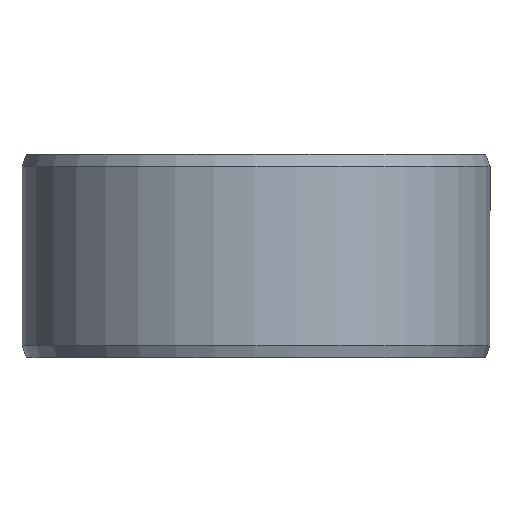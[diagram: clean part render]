
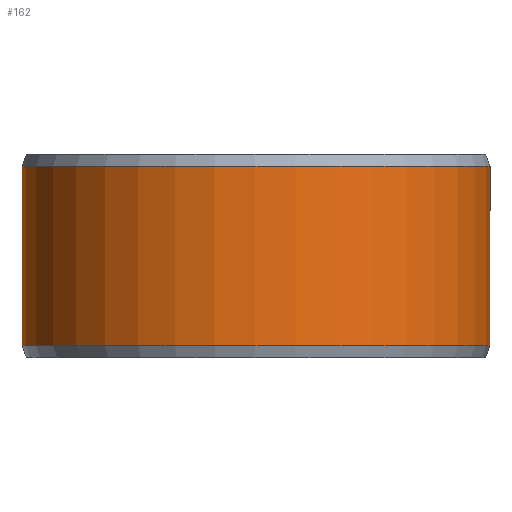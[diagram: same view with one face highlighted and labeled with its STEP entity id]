
A CAD part, front view. The second image highlights one B-rep face of the part: STEP entity #162.
In plain terms, the highlighted cylindrical face has radius 23 mm (diameter 46 mm), a partial arc.
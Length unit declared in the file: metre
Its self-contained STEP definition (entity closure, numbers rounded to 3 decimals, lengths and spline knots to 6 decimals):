
#162=ADVANCED_FACE('',(#185,#186),#187,.T.);
#185=FACE_OUTER_BOUND('',#211,.T.);
#186=FACE_BOUND('',#212,.T.);
#187=CYLINDRICAL_SURFACE('',#213,0.023);
#211=EDGE_LOOP('',(#289,#290,#291,#292));
#212=EDGE_LOOP('',(#293));
#213=AXIS2_PLACEMENT_3D('',#294,#295,#296);
#289=ORIENTED_EDGE('',*,*,#314,.T.);
#290=ORIENTED_EDGE('',*,*,#323,.F.);
#291=ORIENTED_EDGE('',*,*,#309,.F.);
#292=ORIENTED_EDGE('',*,*,#324,.T.);
#293=ORIENTED_EDGE('',*,*,#327,.T.);
#294=CARTESIAN_POINT('',(0.,0.,0.0));
#295=DIRECTION('',(0.,0.0,-1.0));
#296=DIRECTION('',(-1.0,0.0,0.));
#309=EDGE_CURVE('',#341,#342,#343,.T.);
#314=EDGE_CURVE('',#351,#349,#352,.T.);
#323=EDGE_CURVE('',#342,#349,#365,.T.);
#324=EDGE_CURVE('',#341,#351,#366,.T.);
#327=EDGE_CURVE('',#370,#370,#371,.T.);
#341=VERTEX_POINT('',#389);
#342=VERTEX_POINT('',#390);
#343=CIRCLE('',#391,0.023);
#349=VERTEX_POINT('',#399);
#351=VERTEX_POINT('',#402);
#352=CIRCLE('',#403,0.023);
#365=LINE('',#422,#423);
#366=LINE('',#424,#425);
#370=VERTEX_POINT('',#495);
#371=B_SPLINE_CURVE_WITH_KNOTS('',3,(#496,#497,#498,#499,#500,#501,#502,#503,#504,#505,#506,#507,#508,#509,#510,#511,#512,#513,#514,#515,#516,#517,#518,#519,#520,#521,#522,#523,#524,#525,#526,#527,#528,#529,#530,#531,#532,#533,#534,#535,#536,#537,#538,#539,#540,#541,#542,#543,#544,#545,#546,#547,#548,#549,#550,#551,#552,#553,#554,#555,#556,#557,#558,#559,#560,#561),.UNSPECIFIED.,.T.,.F.,(2,2,2,2,2,2,2,2,2,2,2,2,2,2,2,2,2,2,2,2,2,2,2,2,2,2,2,2,2,2,2,2,2,2,2),(-0.000783,0.0,0.000783,0.001566,0.002349,0.003132,0.003915,0.004698,0.005481,0.006264,0.007047,0.00783,0.008613,0.009396,0.010179,0.010962,0.011745,0.012528,0.013311,0.014094,0.014877,0.01566,0.016443,0.017226,0.018009,0.018792,0.019575,0.020358,0.021141,0.021924,0.022707,0.02349,0.024273,0.025056,0.025839),.UNSPECIFIED.);
#389=CARTESIAN_POINT('',(0.000401,0.022996,0.0012));
#390=CARTESIAN_POINT('',(0.,0.023,0.0012));
#391=AXIS2_PLACEMENT_3D('',#575,#576,#577);
#399=CARTESIAN_POINT('',(0.,0.023,0.0188));
#402=CARTESIAN_POINT('',(0.000401,0.022996,0.0188));
#403=AXIS2_PLACEMENT_3D('',#584,#585,#586);
#422=CARTESIAN_POINT('',(0.,0.023,0.0012));
#423=VECTOR('',#599,1.0);
#424=CARTESIAN_POINT('',(0.000401,0.022996,0.0012));
#425=VECTOR('',#600,1.0);
#495=CARTESIAN_POINT('',(0.017354,-0.015094,0.01));
#496=CARTESIAN_POINT('',(0.017354,-0.015094,0.009735));
#497=CARTESIAN_POINT('',(0.017354,-0.015094,0.010265));
#498=CARTESIAN_POINT('',(0.017372,-0.015074,0.010525));
#499=CARTESIAN_POINT('',(0.017439,-0.014996,0.011037));
#500=CARTESIAN_POINT('',(0.01749,-0.014937,0.011291));
#501=CARTESIAN_POINT('',(0.017622,-0.014781,0.011775));
#502=CARTESIAN_POINT('',(0.017702,-0.014686,0.012005));
#503=CARTESIAN_POINT('',(0.017888,-0.014459,0.012439));
#504=CARTESIAN_POINT('',(0.017994,-0.014326,0.012645));
#505=CARTESIAN_POINT('',(0.018223,-0.014034,0.013013));
#506=CARTESIAN_POINT('',(0.018346,-0.013873,0.013178));
#507=CARTESIAN_POINT('',(0.018608,-0.013521,0.013471));
#508=CARTESIAN_POINT('',(0.018744,-0.013332,0.013595));
#509=CARTESIAN_POINT('',(0.019019,-0.012936,0.013794));
#510=CARTESIAN_POINT('',(0.01916,-0.012726,0.013871));
#511=CARTESIAN_POINT('',(0.019441,-0.012292,0.013974));
#512=CARTESIAN_POINT('',(0.019579,-0.012072,0.014));
#513=CARTESIAN_POINT('',(0.019848,-0.011624,0.014));
#514=CARTESIAN_POINT('',(0.019981,-0.011394,0.013974));
#515=CARTESIAN_POINT('',(0.020231,-0.010945,0.013872));
#516=CARTESIAN_POINT('',(0.020348,-0.010724,0.013796));
#517=CARTESIAN_POINT('',(0.02057,-0.010292,0.013595));
#518=CARTESIAN_POINT('',(0.020674,-0.010082,0.01347));
#519=CARTESIAN_POINT('',(0.020861,-0.009689,0.013181));
#520=CARTESIAN_POINT('',(0.020946,-0.009504,0.013015));
#521=CARTESIAN_POINT('',(0.021098,-0.009161,0.012643));
#522=CARTESIAN_POINT('',(0.021163,-0.009007,0.012442));
#523=CARTESIAN_POINT('',(0.021276,-0.008737,0.012009));
#524=CARTESIAN_POINT('',(0.021324,-0.00862,0.011775));
#525=CARTESIAN_POINT('',(0.021399,-0.008431,0.011291));
#526=CARTESIAN_POINT('',(0.021427,-0.008359,0.011042));
#527=CARTESIAN_POINT('',(0.021465,-0.008262,0.010528));
#528=CARTESIAN_POINT('',(0.021475,-0.008237,0.010263));
#529=CARTESIAN_POINT('',(0.021475,-0.008237,0.00974));
#530=CARTESIAN_POINT('',(0.021465,-0.008261,0.00948));
#531=CARTESIAN_POINT('',(0.021428,-0.008358,0.008963));
#532=CARTESIAN_POINT('',(0.0214,-0.00843,0.008711));
#533=CARTESIAN_POINT('',(0.021325,-0.008618,0.008229));
#534=CARTESIAN_POINT('',(0.021277,-0.008735,0.007996));
#535=CARTESIAN_POINT('',(0.021164,-0.009006,0.00756));
#536=CARTESIAN_POINT('',(0.021098,-0.009159,0.007359));
#537=CARTESIAN_POINT('',(0.020948,-0.009499,0.00699));
#538=CARTESIAN_POINT('',(0.020862,-0.009687,0.006821));
#539=CARTESIAN_POINT('',(0.020675,-0.01008,0.006531));
#540=CARTESIAN_POINT('',(0.020573,-0.010286,0.006408));
#541=CARTESIAN_POINT('',(0.020351,-0.010719,0.006206));
#542=CARTESIAN_POINT('',(0.020232,-0.010943,0.006129));
#543=CARTESIAN_POINT('',(0.019983,-0.01139,0.006027));
#544=CARTESIAN_POINT('',(0.019853,-0.011617,0.006));
#545=CARTESIAN_POINT('',(0.01958,-0.01207,0.006));
#546=CARTESIAN_POINT('',(0.019443,-0.01229,0.006026));
#547=CARTESIAN_POINT('',(0.019164,-0.012721,0.006127));
#548=CARTESIAN_POINT('',(0.019021,-0.012932,0.006204));
#549=CARTESIAN_POINT('',(0.018745,-0.01333,0.006404));
#550=CARTESIAN_POINT('',(0.01861,-0.013517,0.006527));
#551=CARTESIAN_POINT('',(0.01835,-0.013869,0.006817));
#552=CARTESIAN_POINT('',(0.018224,-0.014033,0.006986));
#553=CARTESIAN_POINT('',(0.017995,-0.014325,0.007353));
#554=CARTESIAN_POINT('',(0.017891,-0.014455,0.007554));
#555=CARTESIAN_POINT('',(0.017703,-0.014685,0.007992));
#556=CARTESIAN_POINT('',(0.017622,-0.01478,0.008223));
#557=CARTESIAN_POINT('',(0.017491,-0.014935,0.008704));
#558=CARTESIAN_POINT('',(0.01744,-0.014995,0.008957));
#559=CARTESIAN_POINT('',(0.017372,-0.015074,0.009474));
#560=CARTESIAN_POINT('',(0.017354,-0.015094,0.009735));
#561=CARTESIAN_POINT('',(0.017354,-0.015094,0.010265));
#575=CARTESIAN_POINT('',(0.,0.,0.0012));
#576=DIRECTION('',(0.,0.0,-1.0));
#577=DIRECTION('',(-1.0,0.0,0.));
#584=CARTESIAN_POINT('',(0.,0.,0.0188));
#585=DIRECTION('',(0.,0.0,-1.0));
#586=DIRECTION('',(-1.0,0.0,0.));
#599=DIRECTION('',(0.,0.0,1.0));
#600=DIRECTION('',(0.,0.,1.0));
